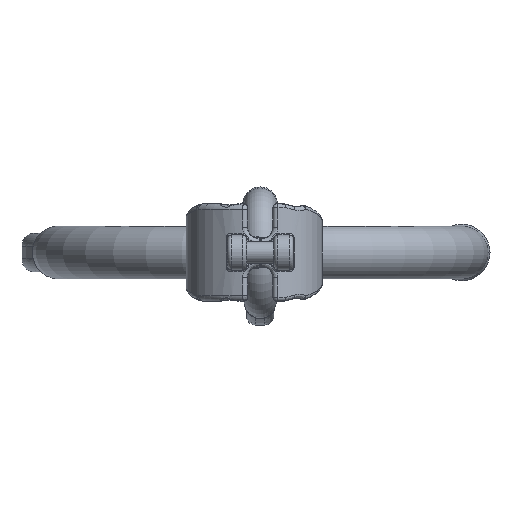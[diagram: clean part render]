
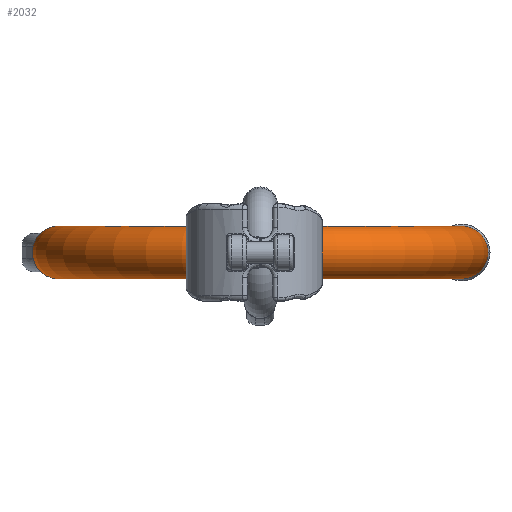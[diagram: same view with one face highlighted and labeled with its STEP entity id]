
A CAD part, front view. The second image highlights one B-rep face of the part: STEP entity #2032.
In plain terms, the highlighted toroidal (fillet/blend) face has major radius 103.5 mm and minor radius 13.5 mm.
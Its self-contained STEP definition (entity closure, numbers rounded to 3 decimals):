
#2032=ADVANCED_FACE('',(#2546,#2547),#2495,.T.);
#2495=TOROIDAL_SURFACE('',#8641,103.5,13.5);
#2546=FACE_BOUND('',#2656,.T.);
#2547=FACE_BOUND('',#2657,.T.);
#2656=EDGE_LOOP('',(#4012));
#2657=EDGE_LOOP('',(#4013));
#4012=ORIENTED_EDGE('',*,*,#7100,.T.);
#4013=ORIENTED_EDGE('',*,*,#7138,.F.);
#6274=VERTEX_POINT('',#12533);
#6312=VERTEX_POINT('',#12791);
#7100=EDGE_CURVE('',#6274,#6274,#8271,.T.);
#7138=EDGE_CURVE('',#6312,#6312,#8273,.T.);
#8271=CIRCLE('',#8623,13.5);
#8273=CIRCLE('',#8635,13.5);
#8623=AXIS2_PLACEMENT_3D('',#12532,#9436,#9437);
#8635=AXIS2_PLACEMENT_3D('',#12790,#9468,#9469);
#8641=AXIS2_PLACEMENT_3D('',#12800,#9480,#9481);
#9436=DIRECTION('',(0.,-1.,0.));
#9437=DIRECTION('',(1.,0.,0.));
#9468=DIRECTION('',(0.,1.,0.));
#9469=DIRECTION('',(-1.,0.,0.));
#9480=DIRECTION('',(0.,0.,1.));
#9481=DIRECTION('',(1.,0.,0.));
#12532=CARTESIAN_POINT('',(-103.5,-80.,0.));
#12533=CARTESIAN_POINT('',(-90.,-80.,0.));
#12790=CARTESIAN_POINT('',(103.5,-80.,0.));
#12791=CARTESIAN_POINT('',(90.,-80.,0.));
#12800=CARTESIAN_POINT('',(0.,-80.,0.));
